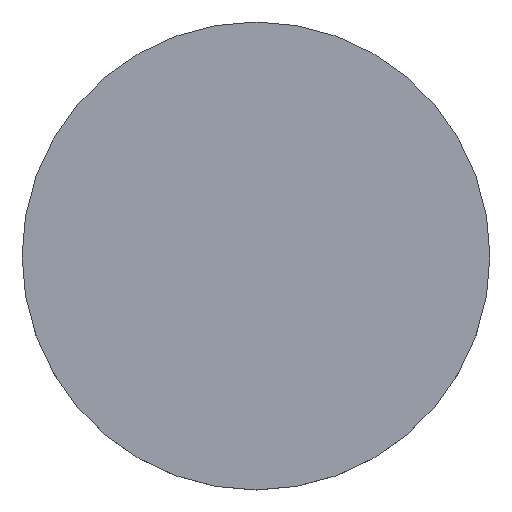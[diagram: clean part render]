
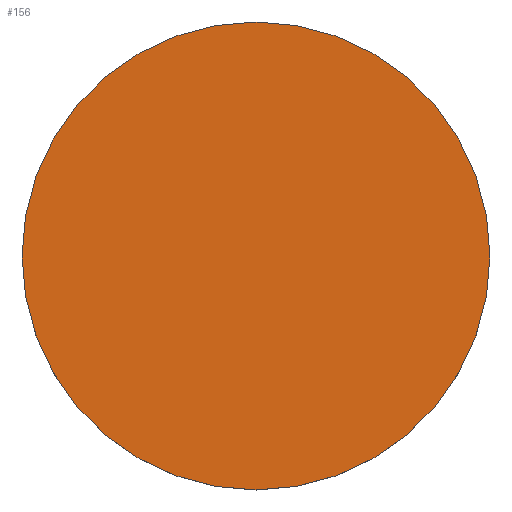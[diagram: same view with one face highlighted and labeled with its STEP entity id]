
A CAD part, top view. The second image highlights one B-rep face of the part: STEP entity #156.
In plain terms, the highlighted planar face has unit normal (0, 0, 1).
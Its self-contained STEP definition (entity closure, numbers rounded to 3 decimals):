
#27 = DIRECTION ( 'NONE',  ( 1., 0., 0. ) ) ;
#38 = VERTEX_POINT ( 'NONE', #70 ) ;
#50 = FACE_OUTER_BOUND ( 'NONE', #201, .T. ) ;
#59 = CARTESIAN_POINT ( 'NONE',  ( 19.05, 0., 4. ) ) ;
#61 = EDGE_CURVE ( 'NONE', #86, #38, #83, .T. ) ;
#70 = CARTESIAN_POINT ( 'NONE',  ( -19.05, 0., 4. ) ) ;
#71 = AXIS2_PLACEMENT_3D ( 'NONE', #88, #232, #182 ) ;
#78 = ORIENTED_EDGE ( 'NONE', *, *, #230, .F. ) ;
#79 = AXIS2_PLACEMENT_3D ( 'NONE', #214, #146, #27 ) ;
#83 = CIRCLE ( 'NONE', #167, 19.05 ) ;
#86 = VERTEX_POINT ( 'NONE', #59 ) ;
#88 = CARTESIAN_POINT ( 'NONE',  ( 0., 39.066, 4. ) ) ;
#119 = DIRECTION ( 'NONE',  ( 1., 0., 0. ) ) ;
#146 = DIRECTION ( 'NONE',  ( 0., 0., -1. ) ) ;
#156 = ADVANCED_FACE ( 'NONE', ( #50 ), #192, .T. ) ;
#167 = AXIS2_PLACEMENT_3D ( 'NONE', #229, #178, #119 ) ;
#178 = DIRECTION ( 'NONE',  ( 0., 0., -1. ) ) ;
#182 = DIRECTION ( 'NONE',  ( 1., 0., 0. ) ) ;
#192 = PLANE ( 'NONE',  #71 ) ;
#201 = EDGE_LOOP ( 'NONE', ( #224, #78 ) ) ;
#214 = CARTESIAN_POINT ( 'NONE',  ( 0., 0., 4. ) ) ;
#216 = CIRCLE ( 'NONE', #79, 19.05 ) ;
#224 = ORIENTED_EDGE ( 'NONE', *, *, #61, .F. ) ;
#229 = CARTESIAN_POINT ( 'NONE',  ( 0., 0., 4. ) ) ;
#230 = EDGE_CURVE ( 'NONE', #38, #86, #216, .T. ) ;
#232 = DIRECTION ( 'NONE',  ( 0., 0., 1. ) ) ;
